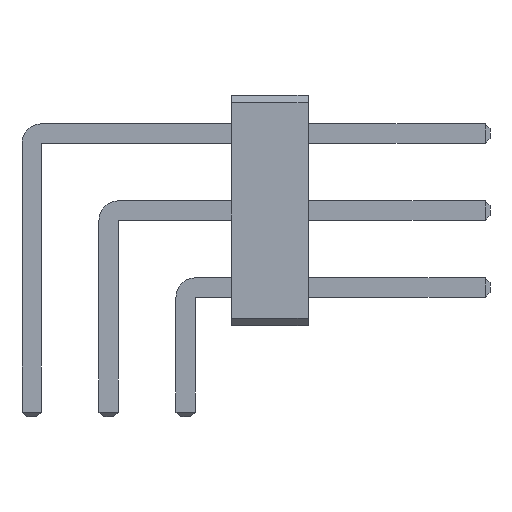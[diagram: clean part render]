
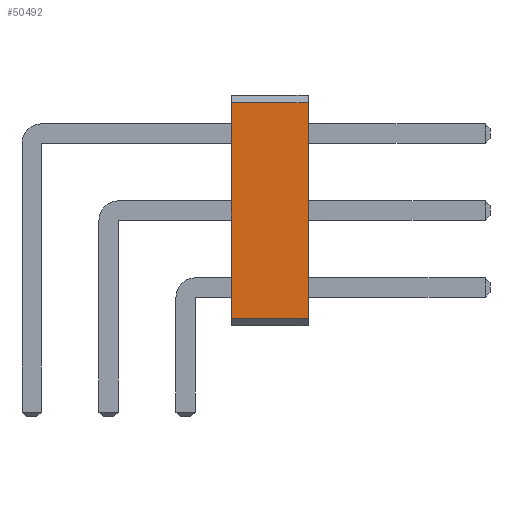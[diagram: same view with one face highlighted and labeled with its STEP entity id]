
A CAD part, front view. The second image highlights one B-rep face of the part: STEP entity #50492.
In plain terms, the highlighted planar face has unit normal (0, -1, 0).
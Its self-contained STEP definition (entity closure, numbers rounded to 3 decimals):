
#50492 = ADVANCED_FACE('',(#50493),#50527,.T.);
#50493 = FACE_BOUND('',#50494,.T.);
#50494 = EDGE_LOOP('',(#50495,#50505,#50513,#50521));
#50495 = ORIENTED_EDGE('',*,*,#50496,.T.);
#50496 = EDGE_CURVE('',#50497,#50499,#50501,.T.);
#50497 = VERTEX_POINT('',#50498);
#50498 = CARTESIAN_POINT('',(6.58,-64.77,0.254));
#50499 = VERTEX_POINT('',#50500);
#50500 = CARTESIAN_POINT('',(9.12,-64.77,0.254));
#50501 = LINE('',#50502,#50503);
#50502 = CARTESIAN_POINT('',(6.58,-64.77,0.254));
#50503 = VECTOR('',#50504,1.);
#50504 = DIRECTION('',(1.,0.,0.));
#50505 = ORIENTED_EDGE('',*,*,#50506,.T.);
#50506 = EDGE_CURVE('',#50499,#50507,#50509,.T.);
#50507 = VERTEX_POINT('',#50508);
#50508 = CARTESIAN_POINT('',(9.12,-64.77,7.366));
#50509 = LINE('',#50510,#50511);
#50510 = CARTESIAN_POINT('',(9.12,-64.77,0.254));
#50511 = VECTOR('',#50512,1.);
#50512 = DIRECTION('',(0.,0.,1.));
#50513 = ORIENTED_EDGE('',*,*,#50514,.F.);
#50514 = EDGE_CURVE('',#50515,#50507,#50517,.T.);
#50515 = VERTEX_POINT('',#50516);
#50516 = CARTESIAN_POINT('',(6.58,-64.77,7.366));
#50517 = LINE('',#50518,#50519);
#50518 = CARTESIAN_POINT('',(6.58,-64.77,7.366));
#50519 = VECTOR('',#50520,1.);
#50520 = DIRECTION('',(1.,0.,0.));
#50521 = ORIENTED_EDGE('',*,*,#50522,.F.);
#50522 = EDGE_CURVE('',#50497,#50515,#50523,.T.);
#50523 = LINE('',#50524,#50525);
#50524 = CARTESIAN_POINT('',(6.58,-64.77,0.254));
#50525 = VECTOR('',#50526,1.);
#50526 = DIRECTION('',(0.,0.,1.));
#50527 = PLANE('',#50528);
#50528 = AXIS2_PLACEMENT_3D('',#50529,#50530,#50531);
#50529 = CARTESIAN_POINT('',(6.58,-64.77,0.254));
#50530 = DIRECTION('',(0.,-1.,0.));
#50531 = DIRECTION('',(0.,0.,1.));
